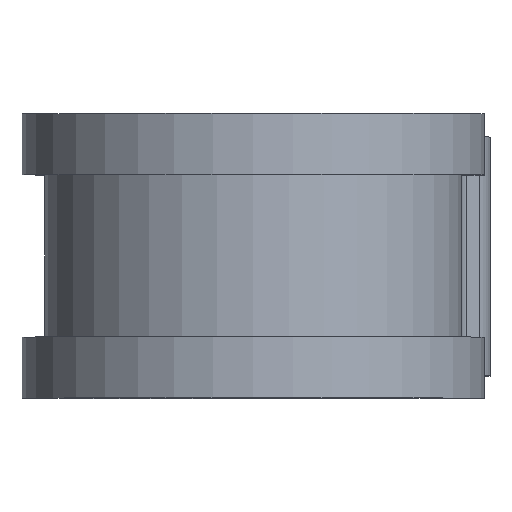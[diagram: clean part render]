
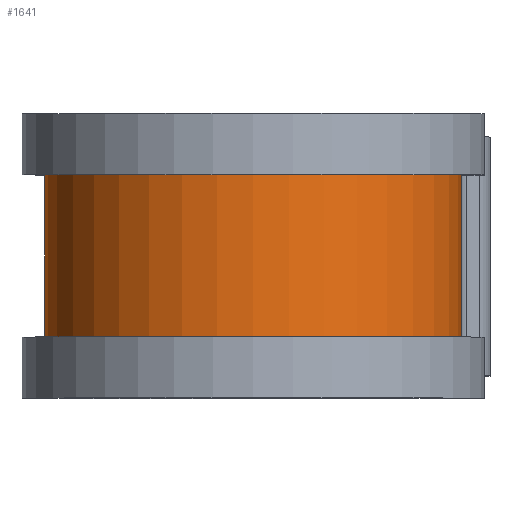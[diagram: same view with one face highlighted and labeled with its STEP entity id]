
A CAD part, top view. The second image highlights one B-rep face of the part: STEP entity #1641.
In plain terms, the highlighted cylindrical face has radius 13.856 mm (diameter 27.711 mm), a partial arc.
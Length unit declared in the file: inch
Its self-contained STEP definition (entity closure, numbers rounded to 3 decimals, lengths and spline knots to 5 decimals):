
#59 = DIRECTION ( 'NONE',  ( 0., 0., -1. ) ) ;
#105 = FACE_OUTER_BOUND ( 'NONE', #380, .T. ) ;
#137 = ORIENTED_EDGE ( 'NONE', *, *, #1619, .F. ) ;
#254 = VECTOR ( 'NONE', #1409, 39.37008 ) ;
#264 = AXIS2_PLACEMENT_3D ( 'NONE', #1388, #648, #1521 ) ;
#282 = ORIENTED_EDGE ( 'NONE', *, *, #1523, .F. ) ;
#294 = EDGE_CURVE ( 'NONE', #1693, #975, #734, .T. ) ;
#302 = DIRECTION ( 'NONE',  ( 0., -1., 0. ) ) ;
#319 = VECTOR ( 'NONE', #302, 39.37008 ) ;
#380 = EDGE_LOOP ( 'NONE', ( #282, #1491, #1683, #137 ) ) ;
#486 = VERTEX_POINT ( 'NONE', #863 ) ;
#510 = VERTEX_POINT ( 'NONE', #739 ) ;
#514 = CARTESIAN_POINT ( 'NONE',  ( 0., 0.2125, 0. ) ) ;
#648 = DIRECTION ( 'NONE',  ( 0., -1., 0. ) ) ;
#667 = DIRECTION ( 'NONE',  ( 0., 0., -1. ) ) ;
#702 = CIRCLE ( 'NONE', #264, 0.5455 ) ;
#734 = LINE ( 'NONE', #1342, #254 ) ;
#739 = CARTESIAN_POINT ( 'NONE',  ( 0.5455, 0.2125, 0. ) ) ;
#863 = CARTESIAN_POINT ( 'NONE',  ( 0.5455, -0.2125, 0. ) ) ;
#975 = VERTEX_POINT ( 'NONE', #1158 ) ;
#1104 = EDGE_CURVE ( 'NONE', #510, #1693, #1396, .T. ) ;
#1158 = CARTESIAN_POINT ( 'NONE',  ( 0., -0.2125, -0.5455 ) ) ;
#1266 = CARTESIAN_POINT ( 'NONE',  ( 0.5455, 0.3125, 0. ) ) ;
#1286 = AXIS2_PLACEMENT_3D ( 'NONE', #514, #1407, #667 ) ;
#1342 = CARTESIAN_POINT ( 'NONE',  ( 0., 0.3125, -0.5455 ) ) ;
#1356 = AXIS2_PLACEMENT_3D ( 'NONE', #1680, #1526, #59 ) ;
#1388 = CARTESIAN_POINT ( 'NONE',  ( 0., -0.2125, 0. ) ) ;
#1391 = LINE ( 'NONE', #1266, #319 ) ;
#1396 = CIRCLE ( 'NONE', #1286, 0.5455 ) ;
#1407 = DIRECTION ( 'NONE',  ( 0., -1., 0. ) ) ;
#1409 = DIRECTION ( 'NONE',  ( 0., -1., 0. ) ) ;
#1458 = CYLINDRICAL_SURFACE ( 'NONE', #1356, 0.5455 ) ;
#1491 = ORIENTED_EDGE ( 'NONE', *, *, #1104, .T. ) ;
#1521 = DIRECTION ( 'NONE',  ( 0., 0., -1. ) ) ;
#1523 = EDGE_CURVE ( 'NONE', #510, #486, #1391, .T. ) ;
#1526 = DIRECTION ( 'NONE',  ( 0., -1., 0. ) ) ;
#1549 = CARTESIAN_POINT ( 'NONE',  ( 0., 0.2125, -0.5455 ) ) ;
#1619 = EDGE_CURVE ( 'NONE', #486, #975, #702, .T. ) ;
#1641 = ADVANCED_FACE ( 'NONE', ( #105 ), #1458, .T. ) ;
#1680 = CARTESIAN_POINT ( 'NONE',  ( 0., 0.3125, 0. ) ) ;
#1683 = ORIENTED_EDGE ( 'NONE', *, *, #294, .T. ) ;
#1693 = VERTEX_POINT ( 'NONE', #1549 ) ;
